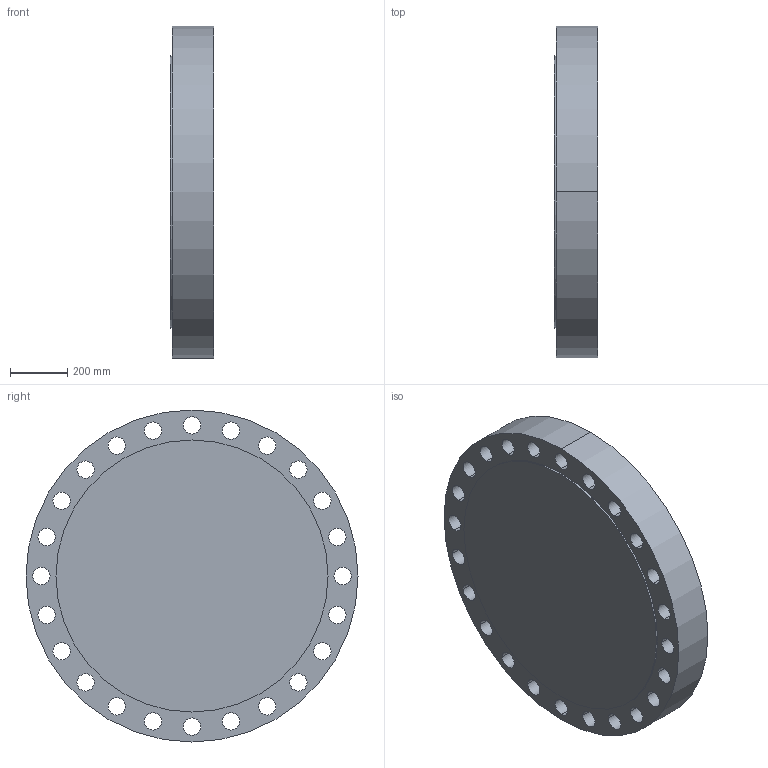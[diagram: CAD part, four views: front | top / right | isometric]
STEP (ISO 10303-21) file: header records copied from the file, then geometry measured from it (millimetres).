
FILE_DESCRIPTION (( 'STEP AP203' ), '1' );
FILE_NAME ('34_600_B1647B_RF_BLF.STEP', '2024-01-12T21:29:57', ( '' ), ( '' ), 'SwSTEP 2.0', 'SolidWorks 2023', '' );
FILE_SCHEMA (( 'CONFIG_CONTROL_DESIGN' ));
Length unit declared in the file: inch
Products named in the file (1): 34_600_B1647B_RF_BLF
Bounding box: 150.81 x 1162.05 x 1162.05 mm (x, y, z)
Volume: 147827913.1 mm3; surface area: 3187411.7 mm2
Topology: 1 solids, 1 shells, 55 faces, 156 edges, 104 vertices
Faces by surface type: cylinder 52, plane 3
Entity records: 2029 total; most frequent: DIRECTION 372, CARTESIAN_POINT 316, ORIENTED_EDGE 312, AXIS2_PLACEMENT_3D 160, EDGE_CURVE 156, VERTEX_POINT 104, CIRCLE 104, EDGE_LOOP 104
